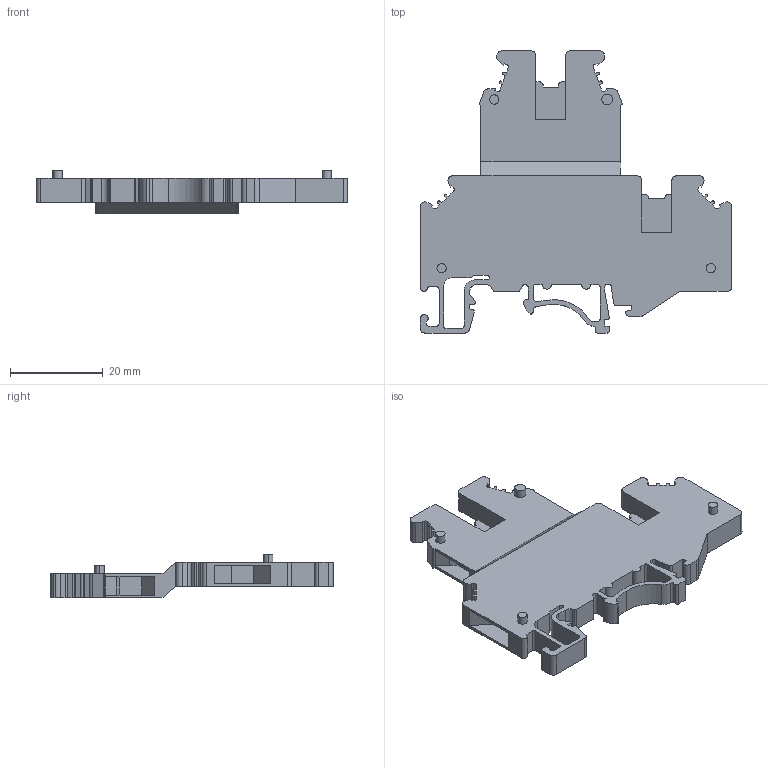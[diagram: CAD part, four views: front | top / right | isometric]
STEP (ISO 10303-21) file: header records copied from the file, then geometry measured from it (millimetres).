
FILE_DESCRIPTION((''),'2;1');
FILE_NAME('PRT0001','2023-04-28T',('Administrator'),(''),'PRO/ENGINEER BY PARAMETRIC TECHNOLOGY CORPORATION, 2013230','PRO/ENGINEER BY PARAMETRIC TECHNOLOGY CORPORATION, 2013230','');
FILE_SCHEMA(('AUTOMOTIVE_DESIGN { 1 0 10303 214 1 1 1 1 }'));
Length unit declared in the file: millimetre
Products named in the file (1): PRT0001
Bounding box: 67.3 x 61 x 9.5 mm (x, y, z)
Volume: 10857.1 mm3; surface area: 7790.2 mm2
Topology: 1 solids, 1 shells, 294 faces, 823 edges, 546 vertices
Faces by surface type: plane 186, cylinder 108
Entity records: 9541 total; most frequent: CARTESIAN_POINT 1671, ORIENTED_EDGE 1646, DIRECTION 1625, EDGE_CURVE 823, VECTOR 605, LINE 605, VERTEX_POINT 546, AXIS2_PLACEMENT_3D 510
